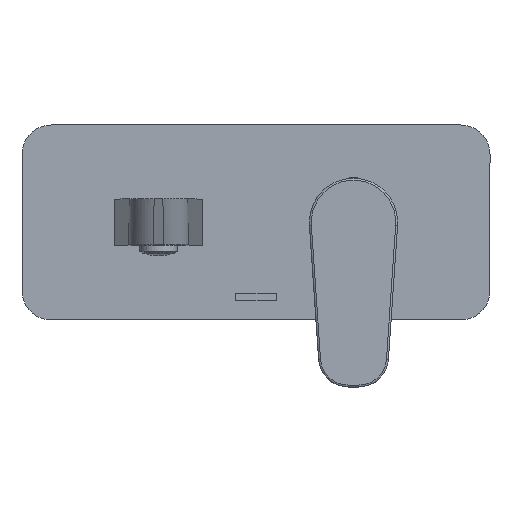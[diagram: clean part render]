
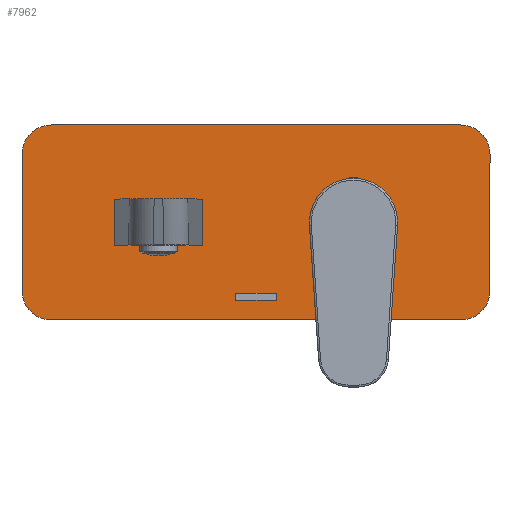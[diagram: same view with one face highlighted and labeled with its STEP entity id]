
A CAD part, top view. The second image highlights one B-rep face of the part: STEP entity #7962.
In plain terms, the highlighted planar face has unit normal (0, 0, 1).
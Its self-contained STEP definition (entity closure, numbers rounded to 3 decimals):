
#8 = CARTESIAN_POINT ( 'NONE',  ( -115., -6.45, 52. ) ) ;
#97 = CARTESIAN_POINT ( 'NONE',  ( -155., 50., 52. ) ) ;
#141 = VERTEX_POINT ( 'NONE', #6707 ) ;
#151 = DIRECTION ( 'NONE',  ( 0., 0., 1. ) ) ;
#153 = DIRECTION ( 'NONE',  ( 0., -1., 0. ) ) ;
#234 = VERTEX_POINT ( 'NONE', #8043 ) ;
#290 = CARTESIAN_POINT ( 'NONE',  ( 55., 50., 52. ) ) ;
#300 = VERTEX_POINT ( 'NONE', #97 ) ;
#330 = ORIENTED_EDGE ( 'NONE', *, *, #6997, .F. ) ;
#347 = VERTEX_POINT ( 'NONE', #4492 ) ;
#368 = EDGE_LOOP ( 'NONE', ( #2651, #3386, #4296, #635, #2462, #438, #6824, #5506 ) ) ;
#413 = CIRCLE ( 'NONE', #2287, 8.2 ) ;
#438 = ORIENTED_EDGE ( 'NONE', *, *, #5800, .T. ) ;
#481 = LINE ( 'NONE', #563, #4560 ) ;
#532 = VERTEX_POINT ( 'NONE', #1101 ) ;
#563 = CARTESIAN_POINT ( 'NONE',  ( 70., -50., 52. ) ) ;
#564 = VERTEX_POINT ( 'NONE', #7105 ) ;
#599 = FACE_OUTER_BOUND ( 'NONE', #368, .T. ) ;
#635 = ORIENTED_EDGE ( 'NONE', *, *, #8430, .T. ) ;
#752 = EDGE_CURVE ( 'NONE', #5265, #6442, #7197, .T. ) ;
#806 = CIRCLE ( 'NONE', #2577, 2.45 ) ;
#837 = LINE ( 'NONE', #4925, #1915 ) ;
#903 = EDGE_CURVE ( 'NONE', #5284, #7878, #5115, .T. ) ;
#927 = DIRECTION ( 'NONE',  ( 0., 1., 0. ) ) ;
#1002 = DIRECTION ( 'NONE',  ( 0., 1., 0. ) ) ;
#1079 = ORIENTED_EDGE ( 'NONE', *, *, #7913, .F. ) ;
#1101 = CARTESIAN_POINT ( 'NONE',  ( -100., -8.2, 52. ) ) ;
#1159 = DIRECTION ( 'NONE',  ( 0., 0., 1. ) ) ;
#1286 = CARTESIAN_POINT ( 'NONE',  ( 0., 0., 52. ) ) ;
#1323 = LINE ( 'NONE', #6955, #7375 ) ;
#1648 = AXIS2_PLACEMENT_3D ( 'NONE', #3915, #5948, #8604 ) ;
#1817 = CARTESIAN_POINT ( 'NONE',  ( 0., 21.25, 52. ) ) ;
#1915 = VECTOR ( 'NONE', #153, 1000. ) ;
#1970 = LINE ( 'NONE', #2158, #4109 ) ;
#2038 = CARTESIAN_POINT ( 'NONE',  ( -170., -50., 52. ) ) ;
#2059 = ORIENTED_EDGE ( 'NONE', *, *, #4649, .F. ) ;
#2158 = CARTESIAN_POINT ( 'NONE',  ( 70., 50., 52. ) ) ;
#2172 = DIRECTION ( 'NONE',  ( -1., 0., 0. ) ) ;
#2287 = AXIS2_PLACEMENT_3D ( 'NONE', #6184, #151, #7597 ) ;
#2298 = EDGE_CURVE ( 'NONE', #8783, #8783, #6856, .T. ) ;
#2380 = EDGE_CURVE ( 'NONE', #6442, #141, #1323, .T. ) ;
#2462 = ORIENTED_EDGE ( 'NONE', *, *, #4402, .F. ) ;
#2536 = VERTEX_POINT ( 'NONE', #7757 ) ;
#2577 = AXIS2_PLACEMENT_3D ( 'NONE', #7822, #3699, #7851 ) ;
#2622 = CARTESIAN_POINT ( 'NONE',  ( -39.5, -36.4, 52. ) ) ;
#2646 = EDGE_LOOP ( 'NONE', ( #4748 ) ) ;
#2651 = ORIENTED_EDGE ( 'NONE', *, *, #8541, .F. ) ;
#2796 = CARTESIAN_POINT ( 'NONE',  ( -60.5, -40., 52. ) ) ;
#2825 = DIRECTION ( 'NONE',  ( 0., -1., 0. ) ) ;
#2862 = ORIENTED_EDGE ( 'NONE', *, *, #5681, .F. ) ;
#2888 = VECTOR ( 'NONE', #6139, 1000. ) ;
#3235 = AXIS2_PLACEMENT_3D ( 'NONE', #4608, #1159, #7893 ) ;
#3353 = VERTEX_POINT ( 'NONE', #5919 ) ;
#3386 = ORIENTED_EDGE ( 'NONE', *, *, #903, .T. ) ;
#3699 = DIRECTION ( 'NONE',  ( 0., 0., 1. ) ) ;
#3709 = ORIENTED_EDGE ( 'NONE', *, *, #2380, .F. ) ;
#3842 = EDGE_CURVE ( 'NONE', #347, #564, #481, .T. ) ;
#3884 = VECTOR ( 'NONE', #5170, 1000. ) ;
#3915 = CARTESIAN_POINT ( 'NONE',  ( -155., -35., 52. ) ) ;
#3952 = AXIS2_PLACEMENT_3D ( 'NONE', #5841, #5118, #1002 ) ;
#4034 = CIRCLE ( 'NONE', #5667, 15. ) ;
#4109 = VECTOR ( 'NONE', #2825, 1000. ) ;
#4151 = CARTESIAN_POINT ( 'NONE',  ( 55., -35., 52. ) ) ;
#4245 = FACE_BOUND ( 'NONE', #4873, .T. ) ;
#4296 = ORIENTED_EDGE ( 'NONE', *, *, #8651, .F. ) ;
#4365 = CARTESIAN_POINT ( 'NONE',  ( 70., 35., 52. ) ) ;
#4402 = EDGE_CURVE ( 'NONE', #234, #3353, #4716, .T. ) ;
#4492 = CARTESIAN_POINT ( 'NONE',  ( 55., -50., 52. ) ) ;
#4560 = VECTOR ( 'NONE', #5363, 1000. ) ;
#4608 = CARTESIAN_POINT ( 'NONE',  ( 55., 35., 52. ) ) ;
#4649 = EDGE_CURVE ( 'NONE', #141, #8518, #837, .T. ) ;
#4716 = LINE ( 'NONE', #2038, #2888 ) ;
#4748 = ORIENTED_EDGE ( 'NONE', *, *, #2298, .T. ) ;
#4846 = LINE ( 'NONE', #5132, #3884 ) ;
#4867 = DIRECTION ( 'NONE',  ( 0., 0., 1. ) ) ;
#4873 = EDGE_LOOP ( 'NONE', ( #1079 ) ) ;
#4925 = CARTESIAN_POINT ( 'NONE',  ( -60.5, 0., 52. ) ) ;
#5045 = DIRECTION ( 'NONE',  ( 0., 0., -1. ) ) ;
#5074 = EDGE_LOOP ( 'NONE', ( #2059, #3709, #7097, #330 ) ) ;
#5115 = CIRCLE ( 'NONE', #3235, 15. ) ;
#5118 = DIRECTION ( 'NONE',  ( 0., 0., -1. ) ) ;
#5132 = CARTESIAN_POINT ( 'NONE',  ( -170., 50., 52. ) ) ;
#5170 = DIRECTION ( 'NONE',  ( 1., 0., 0. ) ) ;
#5212 = CIRCLE ( 'NONE', #5295, 15. ) ;
#5265 = VERTEX_POINT ( 'NONE', #7691 ) ;
#5284 = VERTEX_POINT ( 'NONE', #4365 ) ;
#5295 = AXIS2_PLACEMENT_3D ( 'NONE', #8264, #8323, #8296 ) ;
#5315 = DIRECTION ( 'NONE',  ( 0., 1., 0. ) ) ;
#5363 = DIRECTION ( 'NONE',  ( -1., 0., 0. ) ) ;
#5506 = ORIENTED_EDGE ( 'NONE', *, *, #7448, .T. ) ;
#5631 = FACE_BOUND ( 'NONE', #2646, .T. ) ;
#5667 = AXIS2_PLACEMENT_3D ( 'NONE', #4151, #4867, #8206 ) ;
#5681 = EDGE_CURVE ( 'NONE', #532, #532, #413, .T. ) ;
#5770 = VERTEX_POINT ( 'NONE', #8 ) ;
#5800 = EDGE_CURVE ( 'NONE', #234, #564, #7508, .T. ) ;
#5841 = CARTESIAN_POINT ( 'NONE',  ( 10., 0., 52. ) ) ;
#5919 = CARTESIAN_POINT ( 'NONE',  ( -170., 35., 52. ) ) ;
#5948 = DIRECTION ( 'NONE',  ( 0., 0., 1. ) ) ;
#6127 = CARTESIAN_POINT ( 'NONE',  ( 10., -40., 52. ) ) ;
#6139 = DIRECTION ( 'NONE',  ( 0., 1., 0. ) ) ;
#6184 = CARTESIAN_POINT ( 'NONE',  ( -100., 0., 52. ) ) ;
#6359 = EDGE_LOOP ( 'NONE', ( #2862 ) ) ;
#6371 = AXIS2_PLACEMENT_3D ( 'NONE', #1286, #5045, #927 ) ;
#6442 = VERTEX_POINT ( 'NONE', #2622 ) ;
#6500 = PLANE ( 'NONE',  #3952 ) ;
#6707 = CARTESIAN_POINT ( 'NONE',  ( -60.5, -36.4, 52. ) ) ;
#6787 = VECTOR ( 'NONE', #8737, 1000. ) ;
#6824 = ORIENTED_EDGE ( 'NONE', *, *, #3842, .F. ) ;
#6856 = CIRCLE ( 'NONE', #6371, 21.25 ) ;
#6955 = CARTESIAN_POINT ( 'NONE',  ( 10., -36.4, 52. ) ) ;
#6997 = EDGE_CURVE ( 'NONE', #8518, #5265, #7302, .T. ) ;
#7097 = ORIENTED_EDGE ( 'NONE', *, *, #752, .F. ) ;
#7105 = CARTESIAN_POINT ( 'NONE',  ( -155., -50., 52. ) ) ;
#7197 = LINE ( 'NONE', #7249, #7392 ) ;
#7249 = CARTESIAN_POINT ( 'NONE',  ( -39.5, 0., 52. ) ) ;
#7302 = LINE ( 'NONE', #6127, #6787 ) ;
#7375 = VECTOR ( 'NONE', #2172, 1000. ) ;
#7392 = VECTOR ( 'NONE', #5315, 1000. ) ;
#7448 = EDGE_CURVE ( 'NONE', #347, #2536, #4034, .T. ) ;
#7508 = CIRCLE ( 'NONE', #1648, 15. ) ;
#7597 = DIRECTION ( 'NONE',  ( 0., -1., 0. ) ) ;
#7599 = FACE_BOUND ( 'NONE', #5074, .T. ) ;
#7691 = CARTESIAN_POINT ( 'NONE',  ( -39.5, -40., 52. ) ) ;
#7757 = CARTESIAN_POINT ( 'NONE',  ( 70., -35., 52. ) ) ;
#7822 = CARTESIAN_POINT ( 'NONE',  ( -115., -4., 52. ) ) ;
#7823 = FACE_BOUND ( 'NONE', #6359, .T. ) ;
#7851 = DIRECTION ( 'NONE',  ( 0., -1., 0. ) ) ;
#7878 = VERTEX_POINT ( 'NONE', #290 ) ;
#7893 = DIRECTION ( 'NONE',  ( -1., 0., 0. ) ) ;
#7913 = EDGE_CURVE ( 'NONE', #5770, #5770, #806, .T. ) ;
#7962 = ADVANCED_FACE ( 'NONE', ( #599, #5631, #7823, #4245, #7599 ), #6500, .F. ) ;
#8043 = CARTESIAN_POINT ( 'NONE',  ( -170., -35., 52. ) ) ;
#8206 = DIRECTION ( 'NONE',  ( -1., 0., 0. ) ) ;
#8264 = CARTESIAN_POINT ( 'NONE',  ( -155., 35., 52. ) ) ;
#8296 = DIRECTION ( 'NONE',  ( -1., 0., 0. ) ) ;
#8323 = DIRECTION ( 'NONE',  ( 0., 0., 1. ) ) ;
#8430 = EDGE_CURVE ( 'NONE', #300, #3353, #5212, .T. ) ;
#8518 = VERTEX_POINT ( 'NONE', #2796 ) ;
#8541 = EDGE_CURVE ( 'NONE', #5284, #2536, #1970, .T. ) ;
#8604 = DIRECTION ( 'NONE',  ( -1., 0., 0. ) ) ;
#8651 = EDGE_CURVE ( 'NONE', #300, #7878, #4846, .T. ) ;
#8737 = DIRECTION ( 'NONE',  ( 1., 0., 0. ) ) ;
#8783 = VERTEX_POINT ( 'NONE', #1817 ) ;
